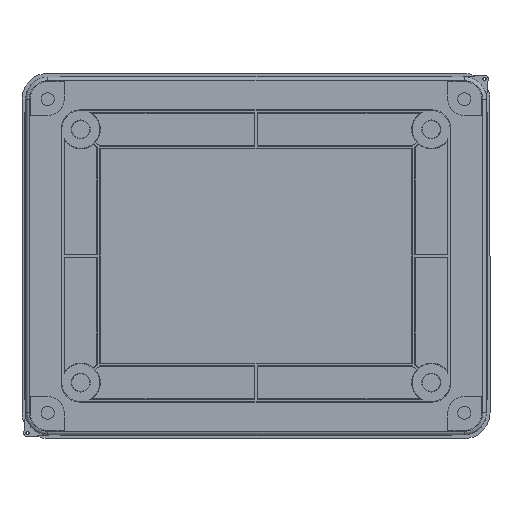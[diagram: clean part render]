
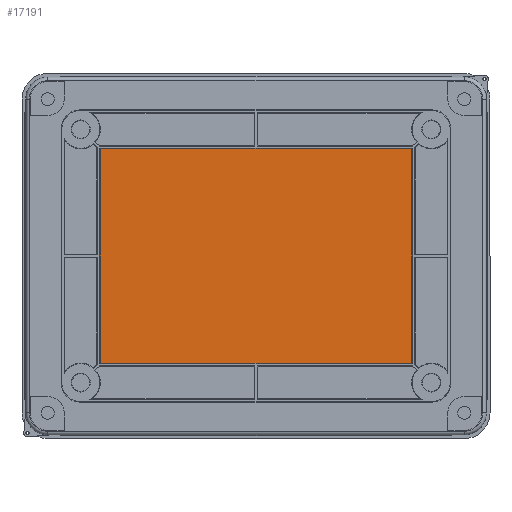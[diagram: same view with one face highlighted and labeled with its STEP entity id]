
A CAD part, front view. The second image highlights one B-rep face of the part: STEP entity #17191.
In plain terms, the highlighted planar face has unit normal (0, -1, 0).
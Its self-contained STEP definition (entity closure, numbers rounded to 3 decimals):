
#45 = DIRECTION ( 'NONE',  ( 1., 0., 0. ) ) ;
#1879 = DIRECTION ( 'NONE',  ( 0., -1., 0. ) ) ;
#5278 = DIRECTION ( 'NONE',  ( -1., 0., 0. ) ) ;
#7592 = CARTESIAN_POINT ( 'NONE',  ( 84.85, 0., -58.35 ) ) ;
#9035 = CARTESIAN_POINT ( 'NONE',  ( -84.85, 0., 58.35 ) ) ;
#9505 = VECTOR ( 'NONE', #22335, 1000. ) ;
#9789 = CARTESIAN_POINT ( 'NONE',  ( 84.85, 0., 58.35 ) ) ;
#10102 = EDGE_CURVE ( 'NONE', #13258, #16764, #22103, .T. ) ;
#10906 = VECTOR ( 'NONE', #13421, 1000. ) ;
#11448 = EDGE_CURVE ( 'NONE', #16764, #11638, #19637, .T. ) ;
#11638 = VERTEX_POINT ( 'NONE', #13529 ) ;
#13258 = VERTEX_POINT ( 'NONE', #9035 ) ;
#13421 = DIRECTION ( 'NONE',  ( 0., 0., 1. ) ) ;
#13529 = CARTESIAN_POINT ( 'NONE',  ( 84.85, 0., -58.35 ) ) ;
#14414 = FACE_OUTER_BOUND ( 'NONE', #40541, .T. ) ;
#16764 = VERTEX_POINT ( 'NONE', #21275 ) ;
#17184 = DIRECTION ( 'NONE',  ( 0., 0., -1. ) ) ;
#17191 = ADVANCED_FACE ( 'NONE', ( #14414 ), #36268, .T. ) ;
#19637 = LINE ( 'NONE', #7592, #38446 ) ;
#21275 = CARTESIAN_POINT ( 'NONE',  ( -84.85, 0., -58.35 ) ) ;
#22103 = LINE ( 'NONE', #41188, #9505 ) ;
#22335 = DIRECTION ( 'NONE',  ( 0., 0., -1. ) ) ;
#23433 = VERTEX_POINT ( 'NONE', #39673 ) ;
#23514 = EDGE_CURVE ( 'NONE', #23433, #13258, #36402, .T. ) ;
#28522 = ORIENTED_EDGE ( 'NONE', *, *, #10102, .T. ) ;
#29714 = CARTESIAN_POINT ( 'NONE',  ( -113.5, 0., 85.5 ) ) ;
#35459 = ORIENTED_EDGE ( 'NONE', *, *, #11448, .T. ) ;
#36268 = PLANE ( 'NONE',  #43262 ) ;
#36402 = LINE ( 'NONE', #9789, #36535 ) ;
#36514 = LINE ( 'NONE', #47815, #10906 ) ;
#36535 = VECTOR ( 'NONE', #5278, 1000. ) ;
#38446 = VECTOR ( 'NONE', #45, 1000. ) ;
#39673 = CARTESIAN_POINT ( 'NONE',  ( 84.85, 0., 58.35 ) ) ;
#40541 = EDGE_LOOP ( 'NONE', ( #28522, #35459, #47893, #45755 ) ) ;
#41188 = CARTESIAN_POINT ( 'NONE',  ( -84.85, 0., -58.35 ) ) ;
#43262 = AXIS2_PLACEMENT_3D ( 'NONE', #29714, #1879, #17184 ) ;
#45450 = EDGE_CURVE ( 'NONE', #11638, #23433, #36514, .T. ) ;
#45755 = ORIENTED_EDGE ( 'NONE', *, *, #23514, .T. ) ;
#47815 = CARTESIAN_POINT ( 'NONE',  ( 84.85, 0., -58.35 ) ) ;
#47893 = ORIENTED_EDGE ( 'NONE', *, *, #45450, .T. ) ;
